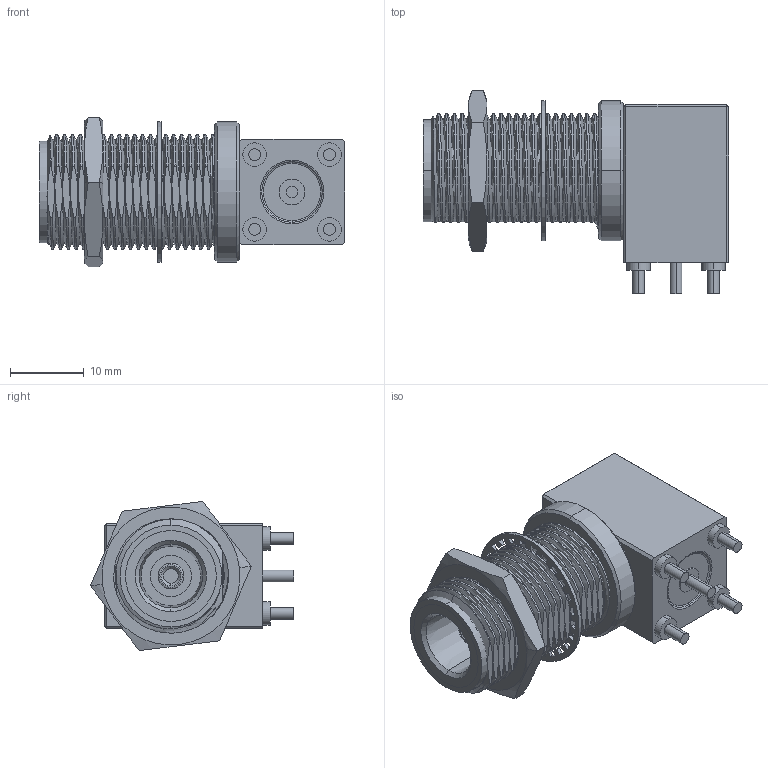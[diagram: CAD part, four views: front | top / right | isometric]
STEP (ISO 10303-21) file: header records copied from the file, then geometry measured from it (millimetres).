
FILE_DESCRIPTION (( 'STEP AP214' ), '1' );
FILE_NAME ('Amphenol RF 172363 assembly.STEP', '2021-12-22T21:53:02', ( '' ), ( '' ), 'SwSTEP 2.0', 'SolidWorks 2018', '' );
FILE_SCHEMA (( 'AUTOMOTIVE_DESIGN' ));
Length unit declared in the file: millimetre
Products named in the file (4): Amphenol RF 172363 lock nut; Amphenol RF 172363 lock washer; Amphenol RF 172363; Amphenol RF 172363 assembly
Assembly tree (3 placements, depth 2):
  Amphenol RF 172363 assembly
    Amphenol RF 172363
    Amphenol RF 172363 lock washer
    Amphenol RF 172363 lock nut
Bounding box: 41.4 x 27.56 x 20.24 mm (x, y, z)
Volume: 10394.2 mm3; surface area: 11317.2 mm2
Topology: 10 solids, 10 shells, 423 faces, 1028 edges, 645 vertices
Faces by surface type: cylinder 232, plane 159, cone 16, bspline 10, torus 6
Entity records: 19736 total; most frequent: CARTESIAN_POINT 7196, ORIENTED_EDGE 2056, DIRECTION 1810, EDGE_CURVE 1028, VERTEX_POINT 645, AXIS2_PLACEMENT_3D 635, LINE 540, VECTOR 540
